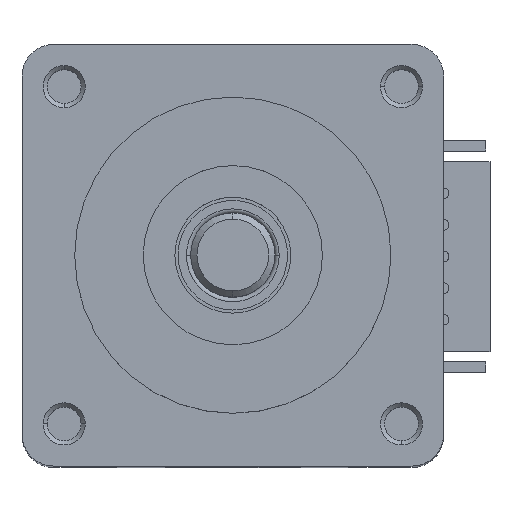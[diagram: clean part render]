
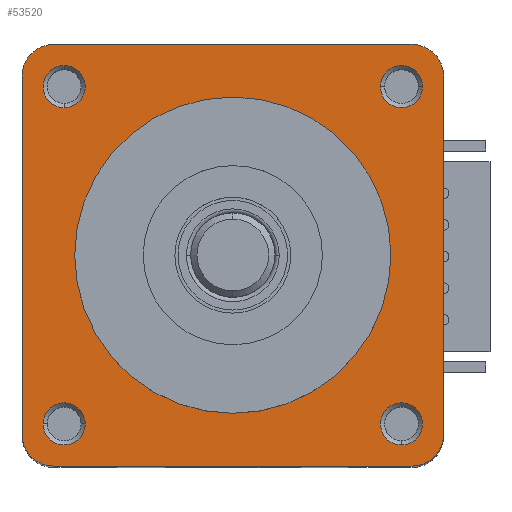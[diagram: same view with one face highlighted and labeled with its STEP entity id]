
A CAD part, top view. The second image highlights one B-rep face of the part: STEP entity #53520.
In plain terms, the highlighted planar face has unit normal (0, 0, 1).
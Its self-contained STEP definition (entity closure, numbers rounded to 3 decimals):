
#1956=CARTESIAN_POINT('',(8.5,8.5,6.2));
#1957=DIRECTION('',(0.,0.,1.));
#1958=DIRECTION('',(1.,0.,0.));
#1959=AXIS2_PLACEMENT_3D('',#1956,#1957,#1958);
#1961=DIRECTION('',(0.,1.,0.));
#1962=VECTOR('',#1961,17.);
#1963=CARTESIAN_POINT('',(10.,-8.5,6.2));
#1964=LINE('',#1963,#1962);
#1965=CARTESIAN_POINT('',(8.5,-8.5,6.2));
#1966=DIRECTION('',(0.,0.,1.));
#1967=DIRECTION('',(0.,-1.,0.));
#1968=AXIS2_PLACEMENT_3D('',#1965,#1966,#1967);
#1970=DIRECTION('',(1.,0.,0.));
#1971=VECTOR('',#1970,17.);
#1972=CARTESIAN_POINT('',(-8.5,-10.,6.2));
#1973=LINE('',#1972,#1971);
#1974=CARTESIAN_POINT('',(-8.5,-8.5,6.2));
#1975=DIRECTION('',(0.,0.,1.));
#1976=DIRECTION('',(-1.,0.,0.));
#1977=AXIS2_PLACEMENT_3D('',#1974,#1975,#1976);
#1979=DIRECTION('',(0.,-1.,0.));
#1980=VECTOR('',#1979,17.);
#1981=CARTESIAN_POINT('',(-10.,8.5,6.2));
#1982=LINE('',#1981,#1980);
#1983=CARTESIAN_POINT('',(-8.5,8.5,6.2));
#1984=DIRECTION('',(0.,0.,1.));
#1985=DIRECTION('',(0.,1.,0.));
#1986=AXIS2_PLACEMENT_3D('',#1983,#1984,#1985);
#1988=DIRECTION('',(-1.,0.,0.));
#1989=VECTOR('',#1988,17.);
#1990=CARTESIAN_POINT('',(8.5,10.,6.2));
#1991=LINE('',#1990,#1989);
#1992=CARTESIAN_POINT('',(0.,0.,6.2));
#1993=DIRECTION('',(0.,0.,1.));
#1994=DIRECTION('',(0.,-1.,0.));
#1995=AXIS2_PLACEMENT_3D('',#1992,#1993,#1994);
#1997=CARTESIAN_POINT('',(0.,0.,6.2));
#1998=DIRECTION('',(0.,0.,1.));
#1999=DIRECTION('',(0.,1.,0.));
#2000=AXIS2_PLACEMENT_3D('',#1997,#1998,#1999);
#2002=CARTESIAN_POINT('',(8.,8.,6.2));
#2003=DIRECTION('',(0.,0.,-1.));
#2004=DIRECTION('',(1.,0.,0.));
#2005=AXIS2_PLACEMENT_3D('',#2002,#2003,#2004);
#2007=CARTESIAN_POINT('',(8.,8.,6.2));
#2008=DIRECTION('',(0.,0.,-1.));
#2009=DIRECTION('',(-1.,0.,0.));
#2010=AXIS2_PLACEMENT_3D('',#2007,#2008,#2009);
#2012=CARTESIAN_POINT('',(8.,-8.,6.2));
#2013=DIRECTION('',(0.,0.,-1.));
#2014=DIRECTION('',(0.,1.,0.));
#2015=AXIS2_PLACEMENT_3D('',#2012,#2013,#2014);
#2017=CARTESIAN_POINT('',(8.,-8.,6.2));
#2018=DIRECTION('',(0.,0.,-1.));
#2019=DIRECTION('',(0.,-1.,0.));
#2020=AXIS2_PLACEMENT_3D('',#2017,#2018,#2019);
#2022=CARTESIAN_POINT('',(-8.,-8.,6.2));
#2023=DIRECTION('',(0.,0.,-1.));
#2024=DIRECTION('',(1.,0.,0.));
#2025=AXIS2_PLACEMENT_3D('',#2022,#2023,#2024);
#2027=CARTESIAN_POINT('',(-8.,-8.,6.2));
#2028=DIRECTION('',(0.,0.,-1.));
#2029=DIRECTION('',(-1.,0.,0.));
#2030=AXIS2_PLACEMENT_3D('',#2027,#2028,#2029);
#2032=CARTESIAN_POINT('',(-8.,8.,6.2));
#2033=DIRECTION('',(0.,0.,-1.));
#2034=DIRECTION('',(0.,-1.,0.));
#2035=AXIS2_PLACEMENT_3D('',#2032,#2033,#2034);
#2037=CARTESIAN_POINT('',(-8.,8.,6.2));
#2038=DIRECTION('',(0.,0.,-1.));
#2039=DIRECTION('',(0.,1.,0.));
#2040=AXIS2_PLACEMENT_3D('',#2037,#2038,#2039);
#39818=CARTESIAN_POINT('',(0.,-7.5,6.2));
#39819=CARTESIAN_POINT('',(0.,7.5,6.2));
#39820=VERTEX_POINT('',#39818);
#39821=VERTEX_POINT('',#39819);
#39878=CARTESIAN_POINT('',(10.,8.5,6.2));
#39879=CARTESIAN_POINT('',(8.5,10.,6.2));
#39880=VERTEX_POINT('',#39878);
#39881=VERTEX_POINT('',#39879);
#39882=CARTESIAN_POINT('',(10.,-8.5,6.2));
#39883=VERTEX_POINT('',#39882);
#39884=CARTESIAN_POINT('',(-8.5,10.,6.2));
#39885=VERTEX_POINT('',#39884);
#39886=CARTESIAN_POINT('',(-10.,8.5,6.2));
#39887=VERTEX_POINT('',#39886);
#39888=CARTESIAN_POINT('',(-10.,-8.5,6.2));
#39889=CARTESIAN_POINT('',(-8.5,-10.,6.2));
#39890=VERTEX_POINT('',#39888);
#39891=VERTEX_POINT('',#39889);
#39892=CARTESIAN_POINT('',(8.5,-10.,6.2));
#39893=VERTEX_POINT('',#39892);
#39934=CARTESIAN_POINT('',(9.,8.,6.2));
#39935=CARTESIAN_POINT('',(7.,8.,6.2));
#39936=VERTEX_POINT('',#39934);
#39937=VERTEX_POINT('',#39935);
#39942=CARTESIAN_POINT('',(8.,-7.,6.2));
#39943=CARTESIAN_POINT('',(8.,-9.,6.2));
#39944=VERTEX_POINT('',#39942);
#39945=VERTEX_POINT('',#39943);
#39950=CARTESIAN_POINT('',(-7.,-8.,6.2));
#39951=CARTESIAN_POINT('',(-9.,-8.,6.2));
#39952=VERTEX_POINT('',#39950);
#39953=VERTEX_POINT('',#39951);
#39958=CARTESIAN_POINT('',(-8.,7.,6.2));
#39959=CARTESIAN_POINT('',(-8.,9.,6.2));
#39960=VERTEX_POINT('',#39958);
#39961=VERTEX_POINT('',#39959);
#53471=CARTESIAN_POINT('',(0.,0.,6.2));
#53472=DIRECTION('',(0.,0.,1.));
#53473=DIRECTION('',(0.,-1.,0.));
#53474=AXIS2_PLACEMENT_3D('',#53471,#53472,#53473);
#53475=PLANE('',#53474);
#53477=ORIENTED_EDGE('',*,*,#53476,.F.);
#53479=ORIENTED_EDGE('',*,*,#53478,.F.);
#53481=ORIENTED_EDGE('',*,*,#53480,.F.);
#53482=ORIENTED_EDGE('',*,*,#53413,.F.);
#53483=ORIENTED_EDGE('',*,*,#53466,.F.);
#53484=ORIENTED_EDGE('',*,*,#52955,.F.);
#53486=ORIENTED_EDGE('',*,*,#53485,.F.);
#53487=ORIENTED_EDGE('',*,*,#52483,.F.);
#53488=EDGE_LOOP('',(#53477,#53479,#53481,#53482,#53483,#53484,#53486,#53487));
#53489=FACE_OUTER_BOUND('',#53488,.F.);
#53491=ORIENTED_EDGE('',*,*,#53490,.T.);
#53493=ORIENTED_EDGE('',*,*,#53492,.T.);
#53494=EDGE_LOOP('',(#53491,#53493));
#53495=FACE_BOUND('',#53494,.F.);
#53497=ORIENTED_EDGE('',*,*,#53496,.F.);
#53499=ORIENTED_EDGE('',*,*,#53498,.F.);
#53500=EDGE_LOOP('',(#53497,#53499));
#53501=FACE_BOUND('',#53500,.F.);
#53503=ORIENTED_EDGE('',*,*,#53502,.F.);
#53505=ORIENTED_EDGE('',*,*,#53504,.F.);
#53506=EDGE_LOOP('',(#53503,#53505));
#53507=FACE_BOUND('',#53506,.F.);
#53509=ORIENTED_EDGE('',*,*,#53508,.F.);
#53511=ORIENTED_EDGE('',*,*,#53510,.F.);
#53512=EDGE_LOOP('',(#53509,#53511));
#53513=FACE_BOUND('',#53512,.F.);
#53515=ORIENTED_EDGE('',*,*,#53514,.F.);
#53517=ORIENTED_EDGE('',*,*,#53516,.F.);
#53518=EDGE_LOOP('',(#53515,#53517));
#53519=FACE_BOUND('',#53518,.F.);
#53520=ADVANCED_FACE('',(#53489,#53495,#53501,#53507,#53513,#53519),#53475,.T.);
#1960=CIRCLE('',#1959,1.5);
#1969=CIRCLE('',#1968,1.5);
#1978=CIRCLE('',#1977,1.5);
#1987=CIRCLE('',#1986,1.5);
#1996=CIRCLE('',#1995,7.5);
#2001=CIRCLE('',#2000,7.5);
#2006=CIRCLE('',#2005,1.);
#2011=CIRCLE('',#2010,1.);
#2016=CIRCLE('',#2015,1.);
#2021=CIRCLE('',#2020,1.);
#2026=CIRCLE('',#2025,1.);
#2031=CIRCLE('',#2030,1.);
#2036=CIRCLE('',#2035,1.);
#2041=CIRCLE('',#2040,1.);
#52483=EDGE_CURVE('',#39881,#39885,#1991,.T.);
#52955=EDGE_CURVE('',#39887,#39890,#1982,.T.);
#53413=EDGE_CURVE('',#39891,#39893,#1973,.T.);
#53466=EDGE_CURVE('',#39890,#39891,#1978,.T.);
#53476=EDGE_CURVE('',#39880,#39881,#1960,.T.);
#53478=EDGE_CURVE('',#39883,#39880,#1964,.T.);
#53480=EDGE_CURVE('',#39893,#39883,#1969,.T.);
#53485=EDGE_CURVE('',#39885,#39887,#1987,.T.);
#53490=EDGE_CURVE('',#39820,#39821,#1996,.T.);
#53492=EDGE_CURVE('',#39821,#39820,#2001,.T.);
#53496=EDGE_CURVE('',#39936,#39937,#2006,.T.);
#53498=EDGE_CURVE('',#39937,#39936,#2011,.T.);
#53502=EDGE_CURVE('',#39944,#39945,#2016,.T.);
#53504=EDGE_CURVE('',#39945,#39944,#2021,.T.);
#53508=EDGE_CURVE('',#39952,#39953,#2026,.T.);
#53510=EDGE_CURVE('',#39953,#39952,#2031,.T.);
#53514=EDGE_CURVE('',#39960,#39961,#2036,.T.);
#53516=EDGE_CURVE('',#39961,#39960,#2041,.T.);
